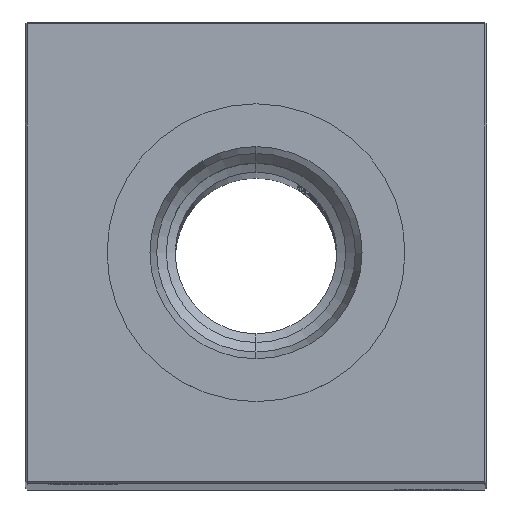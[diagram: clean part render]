
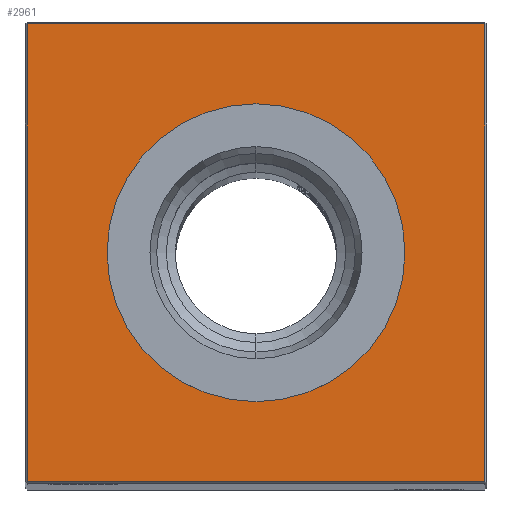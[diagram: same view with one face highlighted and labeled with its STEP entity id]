
A CAD part, top view. The second image highlights one B-rep face of the part: STEP entity #2961.
In plain terms, the highlighted planar face has unit normal (0, 0, 1).
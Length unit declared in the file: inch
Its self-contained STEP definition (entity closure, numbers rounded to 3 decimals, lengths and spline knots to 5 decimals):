
#880 = CARTESIAN_POINT ( 'NONE',  ( 1.24, 1.24, 20.5 ) ) ;
#1625 = ORIENTED_EDGE ( 'NONE', *, *, #20883, .T. ) ;
#1946 = PLANE ( 'NONE',  #20076 ) ;
#2961 = ADVANCED_FACE ( 'NONE', ( #15063, #8696 ), #1946, .F. ) ;
#5762 = DIRECTION ( 'NONE',  ( 1., 0., 0. ) ) ;
#5778 = CARTESIAN_POINT ( 'NONE',  ( 0., 0., 20.5 ) ) ;
#5854 = EDGE_LOOP ( 'NONE', ( #1625, #8962 ) ) ;
#6023 = CARTESIAN_POINT ( 'NONE',  ( -1.24, 0., 20.5 ) ) ;
#6276 = VERTEX_POINT ( 'NONE', #19740 ) ;
#6344 = VECTOR ( 'NONE', #15383, 39.37008 ) ;
#7585 = VECTOR ( 'NONE', #8276, 39.37008 ) ;
#7924 = LINE ( 'NONE', #25505, #25302 ) ;
#8181 = AXIS2_PLACEMENT_3D ( 'NONE', #5778, #25797, #20796 ) ;
#8276 = DIRECTION ( 'NONE',  ( -1., 0., 0. ) ) ;
#8611 = VECTOR ( 'NONE', #9424, 39.37008 ) ;
#8615 = CARTESIAN_POINT ( 'NONE',  ( 0., 0.80709, 20.5 ) ) ;
#8696 = FACE_BOUND ( 'NONE', #5854, .T. ) ;
#8962 = ORIENTED_EDGE ( 'NONE', *, *, #15100, .T. ) ;
#8970 = ORIENTED_EDGE ( 'NONE', *, *, #20391, .T. ) ;
#9160 = EDGE_CURVE ( 'NONE', #16372, #21706, #12885, .T. ) ;
#9424 = DIRECTION ( 'NONE',  ( 0., 1., 0. ) ) ;
#11413 = CARTESIAN_POINT ( 'NONE',  ( 1.24, -1.24, 20.5 ) ) ;
#12739 = CARTESIAN_POINT ( 'NONE',  ( 0., 1.24, 20.5 ) ) ;
#12827 = CIRCLE ( 'NONE', #18384, 0.80709 ) ;
#12885 = LINE ( 'NONE', #12739, #7585 ) ;
#13040 = CARTESIAN_POINT ( 'NONE',  ( -1.24, 1.24, 20.5 ) ) ;
#14474 = EDGE_CURVE ( 'NONE', #20739, #16372, #27569, .T. ) ;
#15063 = FACE_OUTER_BOUND ( 'NONE', #18451, .T. ) ;
#15100 = EDGE_CURVE ( 'NONE', #26132, #17595, #12827, .T. ) ;
#15383 = DIRECTION ( 'NONE',  ( 0., -1., 0. ) ) ;
#16093 = ORIENTED_EDGE ( 'NONE', *, *, #14474, .T. ) ;
#16372 = VERTEX_POINT ( 'NONE', #880 ) ;
#16661 = EDGE_CURVE ( 'NONE', #6276, #20739, #7924, .T. ) ;
#16956 = CARTESIAN_POINT ( 'NONE',  ( 0., 0., 20.5 ) ) ;
#17513 = CARTESIAN_POINT ( 'NONE',  ( 0., 0., 20.5 ) ) ;
#17595 = VERTEX_POINT ( 'NONE', #8615 ) ;
#18329 = CIRCLE ( 'NONE', #8181, 0.80709 ) ;
#18384 = AXIS2_PLACEMENT_3D ( 'NONE', #16956, #25865, #23590 ) ;
#18451 = EDGE_LOOP ( 'NONE', ( #8970, #22613, #16093, #20561 ) ) ;
#19740 = CARTESIAN_POINT ( 'NONE',  ( -1.24, -1.24, 20.5 ) ) ;
#20076 = AXIS2_PLACEMENT_3D ( 'NONE', #17513, #26283, #21556 ) ;
#20391 = EDGE_CURVE ( 'NONE', #21706, #6276, #23757, .T. ) ;
#20561 = ORIENTED_EDGE ( 'NONE', *, *, #9160, .T. ) ;
#20739 = VERTEX_POINT ( 'NONE', #11413 ) ;
#20796 = DIRECTION ( 'NONE',  ( -1., 0., 0. ) ) ;
#20883 = EDGE_CURVE ( 'NONE', #17595, #26132, #18329, .T. ) ;
#21556 = DIRECTION ( 'NONE',  ( -1., 0., 0. ) ) ;
#21706 = VERTEX_POINT ( 'NONE', #13040 ) ;
#22613 = ORIENTED_EDGE ( 'NONE', *, *, #16661, .T. ) ;
#22718 = CARTESIAN_POINT ( 'NONE',  ( 1.24, 0., 20.5 ) ) ;
#22986 = CARTESIAN_POINT ( 'NONE',  ( 0., -0.80709, 20.5 ) ) ;
#23590 = DIRECTION ( 'NONE',  ( -1., 0., 0. ) ) ;
#23757 = LINE ( 'NONE', #6023, #6344 ) ;
#25302 = VECTOR ( 'NONE', #5762, 39.37008 ) ;
#25505 = CARTESIAN_POINT ( 'NONE',  ( 0., -1.24, 20.5 ) ) ;
#25797 = DIRECTION ( 'NONE',  ( 0., 0., -1. ) ) ;
#25865 = DIRECTION ( 'NONE',  ( 0., 0., -1. ) ) ;
#26132 = VERTEX_POINT ( 'NONE', #22986 ) ;
#26283 = DIRECTION ( 'NONE',  ( 0., 0., -1. ) ) ;
#27569 = LINE ( 'NONE', #22718, #8611 ) ;
